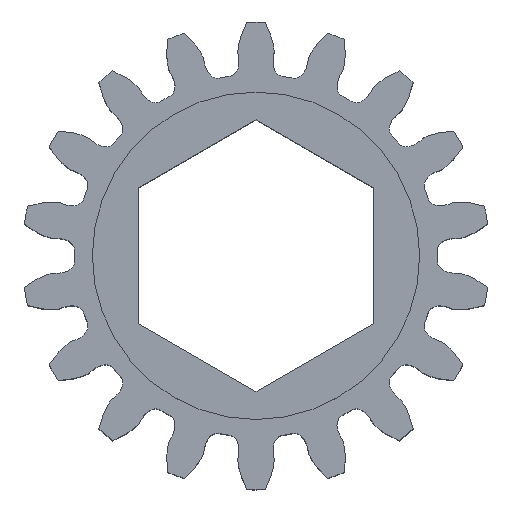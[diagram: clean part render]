
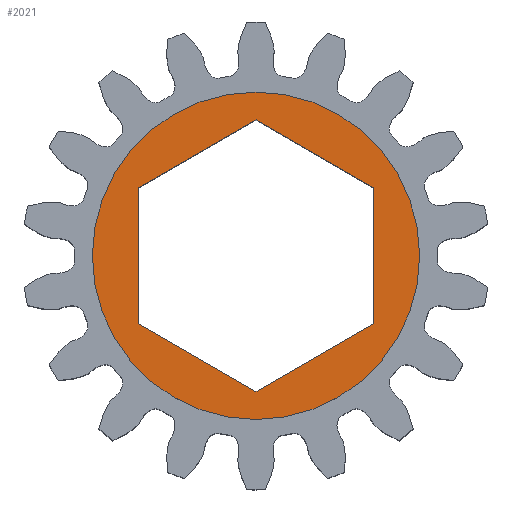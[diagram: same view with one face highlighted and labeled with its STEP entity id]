
A CAD part, top view. The second image highlights one B-rep face of the part: STEP entity #2021.
In plain terms, the highlighted planar face has unit normal (0, 0, 1).
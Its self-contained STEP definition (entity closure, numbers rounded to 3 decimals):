
#5 = LINE ( 'NONE', #5490, #5159 ) ;
#16 = VECTOR ( 'NONE', #3042, 1000. ) ;
#341 = LINE ( 'NONE', #1819, #3184 ) ;
#345 = EDGE_LOOP ( 'NONE', ( #4424, #6671, #1009, #6397, #2334, #6237 ) ) ;
#391 = CARTESIAN_POINT ( 'NONE',  ( 0., -7.376, 6.325 ) ) ;
#434 = EDGE_LOOP ( 'NONE', ( #6145, #4508 ) ) ;
#587 = LINE ( 'NONE', #1588, #4661 ) ;
#750 = VERTEX_POINT ( 'NONE', #1098 ) ;
#899 = DIRECTION ( 'NONE',  ( 0., 0., 1. ) ) ;
#904 = FACE_OUTER_BOUND ( 'NONE', #434, .T. ) ;
#1009 = ORIENTED_EDGE ( 'NONE', *, *, #1528, .F. ) ;
#1065 = DIRECTION ( 'NONE',  ( 0., 1., 0. ) ) ;
#1098 = CARTESIAN_POINT ( 'NONE',  ( 6.388, 3.688, 6.325 ) ) ;
#1293 = EDGE_CURVE ( 'NONE', #4073, #3339, #5656, .T. ) ;
#1433 = VERTEX_POINT ( 'NONE', #5852 ) ;
#1443 = CARTESIAN_POINT ( 'NONE',  ( 0., 0., 6.325 ) ) ;
#1528 = EDGE_CURVE ( 'NONE', #2847, #3669, #5, .T. ) ;
#1588 = CARTESIAN_POINT ( 'NONE',  ( 6.388, -3.688, 6.325 ) ) ;
#1701 = LINE ( 'NONE', #4436, #5103 ) ;
#1760 = CARTESIAN_POINT ( 'NONE',  ( 0., 7.376, 6.325 ) ) ;
#1819 = CARTESIAN_POINT ( 'NONE',  ( -6.388, -3.688, 6.325 ) ) ;
#2010 = AXIS2_PLACEMENT_3D ( 'NONE', #4098, #899, #4631 ) ;
#2021 = ADVANCED_FACE ( 'NONE', ( #3411, #904 ), #5688, .T. ) ;
#2106 = EDGE_CURVE ( 'NONE', #3300, #750, #587, .T. ) ;
#2123 = DIRECTION ( 'NONE',  ( 1., 0., 0. ) ) ;
#2334 = ORIENTED_EDGE ( 'NONE', *, *, #6497, .F. ) ;
#2356 = DIRECTION ( 'NONE',  ( 0., 0., 1. ) ) ;
#2610 = LINE ( 'NONE', #1760, #5446 ) ;
#2846 = DIRECTION ( 'NONE',  ( 0., -1., 0. ) ) ;
#2847 = VERTEX_POINT ( 'NONE', #3901 ) ;
#3042 = DIRECTION ( 'NONE',  ( -0.866, 0.5, 0. ) ) ;
#3099 = CARTESIAN_POINT ( 'NONE',  ( 8.89, 0., 6.325 ) ) ;
#3184 = VECTOR ( 'NONE', #5543, 1000. ) ;
#3300 = VERTEX_POINT ( 'NONE', #4191 ) ;
#3339 = VERTEX_POINT ( 'NONE', #3099 ) ;
#3398 = CARTESIAN_POINT ( 'NONE',  ( -8.89, 0., 6.325 ) ) ;
#3411 = FACE_BOUND ( 'NONE', #345, .T. ) ;
#3601 = AXIS2_PLACEMENT_3D ( 'NONE', #1443, #5310, #2123 ) ;
#3651 = EDGE_CURVE ( 'NONE', #1433, #2847, #2610, .T. ) ;
#3669 = VERTEX_POINT ( 'NONE', #6004 ) ;
#3757 = CIRCLE ( 'NONE', #2010, 8.89 ) ;
#3793 = EDGE_CURVE ( 'NONE', #5184, #3300, #1701, .T. ) ;
#3891 = DIRECTION ( 'NONE',  ( 0.866, 0.5, 0. ) ) ;
#3901 = CARTESIAN_POINT ( 'NONE',  ( -6.388, 3.688, 6.325 ) ) ;
#4073 = VERTEX_POINT ( 'NONE', #3398 ) ;
#4098 = CARTESIAN_POINT ( 'NONE',  ( 0., 0., 6.325 ) ) ;
#4191 = CARTESIAN_POINT ( 'NONE',  ( 6.388, -3.688, 6.325 ) ) ;
#4424 = ORIENTED_EDGE ( 'NONE', *, *, #3793, .F. ) ;
#4436 = CARTESIAN_POINT ( 'NONE',  ( 0., -7.376, 6.325 ) ) ;
#4508 = ORIENTED_EDGE ( 'NONE', *, *, #6834, .T. ) ;
#4631 = DIRECTION ( 'NONE',  ( 1., 0., 0. ) ) ;
#4661 = VECTOR ( 'NONE', #1065, 1000. ) ;
#4955 = DIRECTION ( 'NONE',  ( -0.866, -0.5, 0. ) ) ;
#5103 = VECTOR ( 'NONE', #3891, 1000. ) ;
#5159 = VECTOR ( 'NONE', #2846, 1000. ) ;
#5184 = VERTEX_POINT ( 'NONE', #391 ) ;
#5310 = DIRECTION ( 'NONE',  ( 0., 0., 1. ) ) ;
#5446 = VECTOR ( 'NONE', #4955, 1000. ) ;
#5490 = CARTESIAN_POINT ( 'NONE',  ( -6.388, 3.688, 6.325 ) ) ;
#5539 = CARTESIAN_POINT ( 'NONE',  ( 0., 0., 6.325 ) ) ;
#5543 = DIRECTION ( 'NONE',  ( 0.866, -0.5, 0. ) ) ;
#5656 = CIRCLE ( 'NONE', #6569, 8.89 ) ;
#5688 = PLANE ( 'NONE',  #3601 ) ;
#5837 = LINE ( 'NONE', #6734, #16 ) ;
#5852 = CARTESIAN_POINT ( 'NONE',  ( 0., 7.376, 6.325 ) ) ;
#6004 = CARTESIAN_POINT ( 'NONE',  ( -6.388, -3.688, 6.325 ) ) ;
#6058 = DIRECTION ( 'NONE',  ( 1., 0., 0. ) ) ;
#6145 = ORIENTED_EDGE ( 'NONE', *, *, #1293, .T. ) ;
#6237 = ORIENTED_EDGE ( 'NONE', *, *, #2106, .F. ) ;
#6264 = EDGE_CURVE ( 'NONE', #3669, #5184, #341, .T. ) ;
#6397 = ORIENTED_EDGE ( 'NONE', *, *, #3651, .F. ) ;
#6497 = EDGE_CURVE ( 'NONE', #750, #1433, #5837, .T. ) ;
#6569 = AXIS2_PLACEMENT_3D ( 'NONE', #5539, #2356, #6058 ) ;
#6671 = ORIENTED_EDGE ( 'NONE', *, *, #6264, .F. ) ;
#6734 = CARTESIAN_POINT ( 'NONE',  ( 6.388, 3.688, 6.325 ) ) ;
#6834 = EDGE_CURVE ( 'NONE', #3339, #4073, #3757, .T. ) ;
